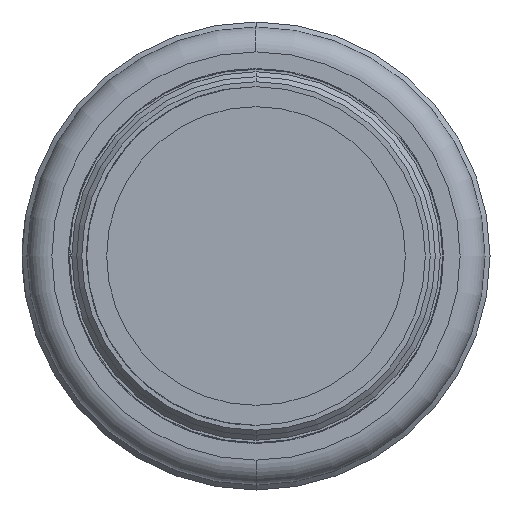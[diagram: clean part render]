
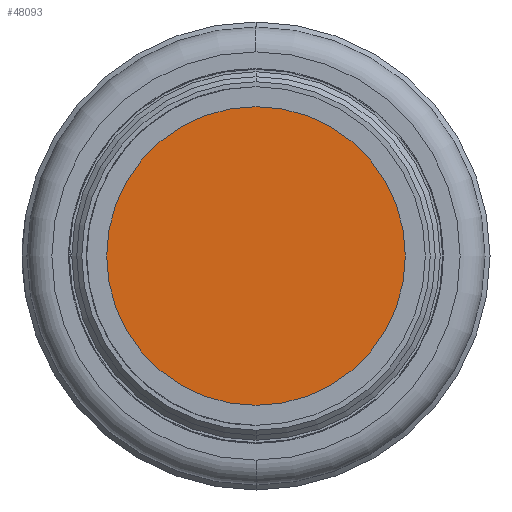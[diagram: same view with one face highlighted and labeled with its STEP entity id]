
A CAD part, left-side view. The second image highlights one B-rep face of the part: STEP entity #48093.
In plain terms, the highlighted planar face has unit normal (-1, 0, 0).
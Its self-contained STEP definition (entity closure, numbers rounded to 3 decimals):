
#7011 = DIRECTION ( 'NONE',  ( 1., 0., 0. ) ) ;
#7926 = EDGE_CURVE ( 'NONE', #69558, #30974, #29049, .T. ) ;
#12036 = CARTESIAN_POINT ( 'NONE',  ( -76.81, 15., 0. ) ) ;
#20479 = DIRECTION ( 'NONE',  ( 0., 0., 1. ) ) ;
#21054 = EDGE_CURVE ( 'NONE', #30974, #69558, #43366, .T. ) ;
#23261 = ORIENTED_EDGE ( 'NONE', *, *, #21054, .T. ) ;
#25927 = CARTESIAN_POINT ( 'NONE',  ( -76.81, 0., 0. ) ) ;
#26830 = AXIS2_PLACEMENT_3D ( 'NONE', #25927, #36585, #20479 ) ;
#29049 = CIRCLE ( 'NONE', #43441, 15. ) ;
#30974 = VERTEX_POINT ( 'NONE', #56109 ) ;
#36585 = DIRECTION ( 'NONE',  ( -1., 0., 0. ) ) ;
#43366 = CIRCLE ( 'NONE', #26830, 15. ) ;
#43441 = AXIS2_PLACEMENT_3D ( 'NONE', #66451, #53888, #55540 ) ;
#48093 = ADVANCED_FACE ( 'NONE', ( #70368 ), #55654, .F. ) ;
#53888 = DIRECTION ( 'NONE',  ( -1., 0., 0. ) ) ;
#55540 = DIRECTION ( 'NONE',  ( 0., 0., 1. ) ) ;
#55654 = PLANE ( 'NONE',  #61411 ) ;
#56109 = CARTESIAN_POINT ( 'NONE',  ( -76.81, 0., 15. ) ) ;
#60125 = EDGE_LOOP ( 'NONE', ( #23261, #67112 ) ) ;
#61404 = CARTESIAN_POINT ( 'NONE',  ( -76.81, 0., -15. ) ) ;
#61411 = AXIS2_PLACEMENT_3D ( 'NONE', #12036, #7011, #66570 ) ;
#66451 = CARTESIAN_POINT ( 'NONE',  ( -76.81, 0., 0. ) ) ;
#66570 = DIRECTION ( 'NONE',  ( 0., 0., -1. ) ) ;
#67112 = ORIENTED_EDGE ( 'NONE', *, *, #7926, .T. ) ;
#69558 = VERTEX_POINT ( 'NONE', #61404 ) ;
#70368 = FACE_OUTER_BOUND ( 'NONE', #60125, .T. ) ;
